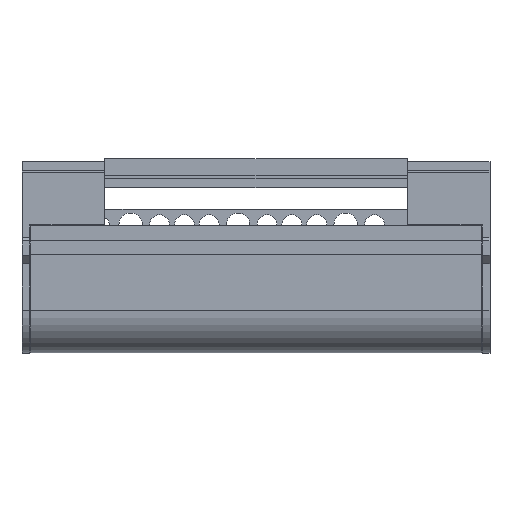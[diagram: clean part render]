
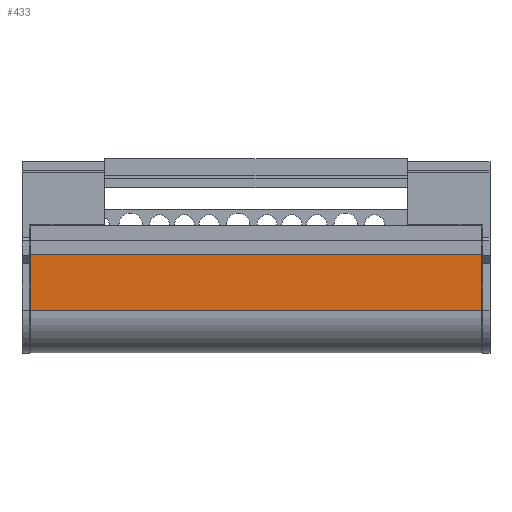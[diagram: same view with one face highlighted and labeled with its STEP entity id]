
A CAD part, left-side view. The second image highlights one B-rep face of the part: STEP entity #433.
In plain terms, the highlighted planar face has unit normal (-1, 0, 0).
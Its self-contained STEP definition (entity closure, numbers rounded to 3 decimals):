
#433=ADVANCED_FACE('',(#1318),#1319,.F.);
#1318=FACE_OUTER_BOUND('',#2382,.T.);
#1319=PLANE('',#2383);
#2382=EDGE_LOOP('',(#5378,#5379,#5380,#5381));
#2383=AXIS2_PLACEMENT_3D('',#5382,#5383,#5384);
#5378=ORIENTED_EDGE('',*,*,#7892,.T.);
#5379=ORIENTED_EDGE('',*,*,#7893,.F.);
#5380=ORIENTED_EDGE('',*,*,#7793,.F.);
#5381=ORIENTED_EDGE('',*,*,#7781,.T.);
#5382=CARTESIAN_POINT('',(-41.464,4.706,8.722));
#5383=DIRECTION('',(1.0,0.0,0.));
#5384=DIRECTION('',(0.,0.0,1.0));
#7781=EDGE_CURVE('',#9703,#9707,#9709,.T.);
#7793=EDGE_CURVE('',#9703,#9732,#9733,.T.);
#7892=EDGE_CURVE('',#9707,#9896,#9897,.T.);
#7893=EDGE_CURVE('',#9732,#9896,#9898,.T.);
#9703=VERTEX_POINT('',#12583);
#9707=VERTEX_POINT('',#12588);
#9709=LINE('',#12590,#12591);
#9732=VERTEX_POINT('',#12623);
#9733=LINE('',#12624,#12625);
#9896=VERTEX_POINT('',#12882);
#9897=LINE('',#12883,#12884);
#9898=LINE('',#12885,#12886);
#12583=CARTESIAN_POINT('',(-41.464,4.706,-14.878));
#12588=CARTESIAN_POINT('',(-41.464,-159.094,-14.878));
#12590=CARTESIAN_POINT('',(-41.464,4.706,-14.878));
#12591=VECTOR('',#15469,1000.0);
#12623=CARTESIAN_POINT('',(-41.464,4.706,8.722));
#12624=CARTESIAN_POINT('',(-41.464,4.706,8.722));
#12625=VECTOR('',#15485,1000.0);
#12882=CARTESIAN_POINT('',(-41.464,-159.094,8.722));
#12883=CARTESIAN_POINT('',(-41.464,-159.094,8.722));
#12884=VECTOR('',#15592,1000.0);
#12885=CARTESIAN_POINT('',(-41.464,4.706,8.722));
#12886=VECTOR('',#15593,1000.0);
#15469=DIRECTION('',(-0.0,-1.0,-0.0));
#15485=DIRECTION('',(0.,0.0,1.0));
#15592=DIRECTION('',(0.,0.0,1.0));
#15593=DIRECTION('',(-0.0,-1.0,-0.0));
